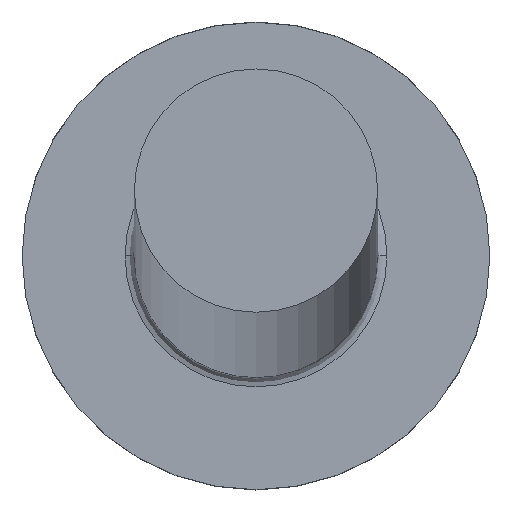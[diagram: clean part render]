
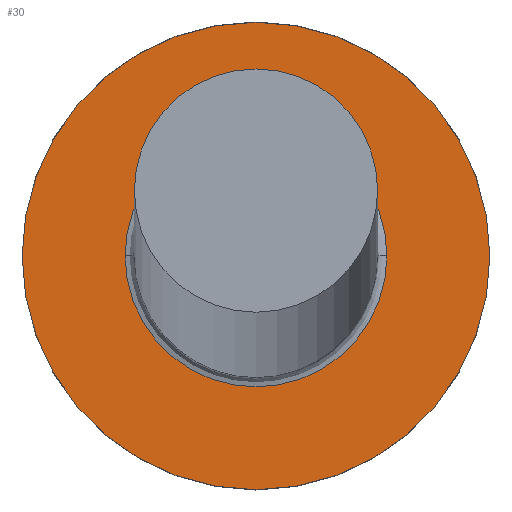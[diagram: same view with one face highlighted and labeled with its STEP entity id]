
A CAD part, top view. The second image highlights one B-rep face of the part: STEP entity #30.
In plain terms, the highlighted planar face has unit normal (0, 0, 1).
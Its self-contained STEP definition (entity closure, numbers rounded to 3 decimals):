
#10 = ORIENTED_EDGE ( 'NONE', *, *, #231, .T. ) ;
#19 = DIRECTION ( 'NONE',  ( 1., 0., 0. ) ) ;
#20 = AXIS2_PLACEMENT_3D ( 'NONE', #287, #70, #242 ) ;
#24 = CARTESIAN_POINT ( 'NONE',  ( 0., 0., 3. ) ) ;
#29 = CARTESIAN_POINT ( 'NONE',  ( 2.8, 0., 3. ) ) ;
#30 = ADVANCED_FACE ( 'NONE', ( #119, #199 ), #145, .T. ) ;
#41 = ORIENTED_EDGE ( 'NONE', *, *, #217, .T. ) ;
#47 = DIRECTION ( 'NONE',  ( 1., 0., 0. ) ) ;
#52 = DIRECTION ( 'NONE',  ( 0., 0., 1. ) ) ;
#70 = DIRECTION ( 'NONE',  ( 0., 0., -1. ) ) ;
#79 = EDGE_LOOP ( 'NONE', ( #10, #258 ) ) ;
#80 = VERTEX_POINT ( 'NONE', #84 ) ;
#84 = CARTESIAN_POINT ( 'NONE',  ( -2.8, 0., 3. ) ) ;
#90 = EDGE_CURVE ( 'NONE', #80, #173, #241, .T. ) ;
#106 = EDGE_CURVE ( 'NONE', #266, #235, #224, .T. ) ;
#115 = DIRECTION ( 'NONE',  ( 0., 0., 1. ) ) ;
#118 = AXIS2_PLACEMENT_3D ( 'NONE', #24, #269, #47 ) ;
#119 = FACE_BOUND ( 'NONE', #79, .T. ) ;
#120 = CARTESIAN_POINT ( 'NONE',  ( -5., 0., 3. ) ) ;
#140 = AXIS2_PLACEMENT_3D ( 'NONE', #264, #168, #291 ) ;
#145 = PLANE ( 'NONE',  #251 ) ;
#168 = DIRECTION ( 'NONE',  ( 0., 0., -1. ) ) ;
#173 = VERTEX_POINT ( 'NONE', #29 ) ;
#199 = FACE_OUTER_BOUND ( 'NONE', #280, .T. ) ;
#200 = CARTESIAN_POINT ( 'NONE',  ( 0., 0., 3. ) ) ;
#204 = CIRCLE ( 'NONE', #230, 5. ) ;
#213 = CIRCLE ( 'NONE', #140, 2.8 ) ;
#217 = EDGE_CURVE ( 'NONE', #235, #266, #204, .T. ) ;
#224 = CIRCLE ( 'NONE', #118, 5. ) ;
#230 = AXIS2_PLACEMENT_3D ( 'NONE', #200, #52, #237 ) ;
#231 = EDGE_CURVE ( 'NONE', #173, #80, #213, .T. ) ;
#235 = VERTEX_POINT ( 'NONE', #246 ) ;
#237 = DIRECTION ( 'NONE',  ( 1., 0., 0. ) ) ;
#238 = CARTESIAN_POINT ( 'NONE',  ( 0., 0., 3. ) ) ;
#241 = CIRCLE ( 'NONE', #20, 2.8 ) ;
#242 = DIRECTION ( 'NONE',  ( 1., 0., 0. ) ) ;
#246 = CARTESIAN_POINT ( 'NONE',  ( 5., 0., 3. ) ) ;
#251 = AXIS2_PLACEMENT_3D ( 'NONE', #238, #115, #19 ) ;
#258 = ORIENTED_EDGE ( 'NONE', *, *, #90, .T. ) ;
#264 = CARTESIAN_POINT ( 'NONE',  ( 0., 0., 3. ) ) ;
#266 = VERTEX_POINT ( 'NONE', #120 ) ;
#269 = DIRECTION ( 'NONE',  ( 0., 0., 1. ) ) ;
#280 = EDGE_LOOP ( 'NONE', ( #301, #41 ) ) ;
#287 = CARTESIAN_POINT ( 'NONE',  ( 0., 0., 3. ) ) ;
#291 = DIRECTION ( 'NONE',  ( 1., 0., 0. ) ) ;
#301 = ORIENTED_EDGE ( 'NONE', *, *, #106, .T. ) ;
